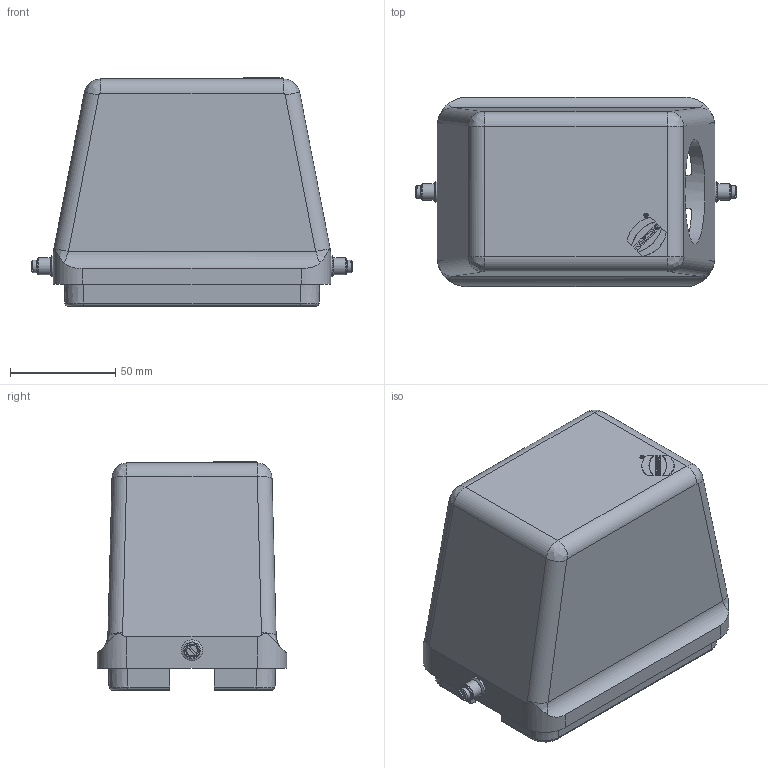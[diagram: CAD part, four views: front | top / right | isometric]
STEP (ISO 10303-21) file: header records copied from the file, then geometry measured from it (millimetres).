
FILE_DESCRIPTION(/* description */ (''),/* implementation_level */ '2;1');
FILE_NAME(/* name */ '100095328ugm000_b.stp',/* time_stamp */ '2015-06-19T08:15:04+02:00',/* author */ (''),/* organization */ (''),/* preprocessor_version */ 'ST-DEVELOPER v15',/* originating_system */ 'SIEMENS PLM Software NX 8.5',/* authorisation */ '');
FILE_SCHEMA (('AUTOMOTIVE_DESIGN { 1 0 10303 214 3 1 1 1 }'));
Length unit declared in the file: millimetre
Products named in the file (1): 100095328ugm000_b
Bounding box: 153 x 90 x 108.5 mm (x, y, z)
Volume: 259248.1 mm3; surface area: 92452.5 mm2
Topology: 1 solids, 1 shells, 366 faces, 959 edges, 621 vertices
Faces by surface type: plane 201, cylinder 107, cone 30, bspline 24, torus 4
Full cylindrical faces by diameter (mm): 3 x8, 3.2 x4, 6 x4, 7.3 x2, 8 x2, 10 x2, 50 x1
Entity records: 14000 total; most frequent: CARTESIAN_POINT 2631, DIRECTION 1806, ORIENTED_EDGE 1786, EDGE_CURVE 893, AXIS2_PLACEMENT_3D 623, VERTEX_POINT 603, LINE 560, VECTOR 560
